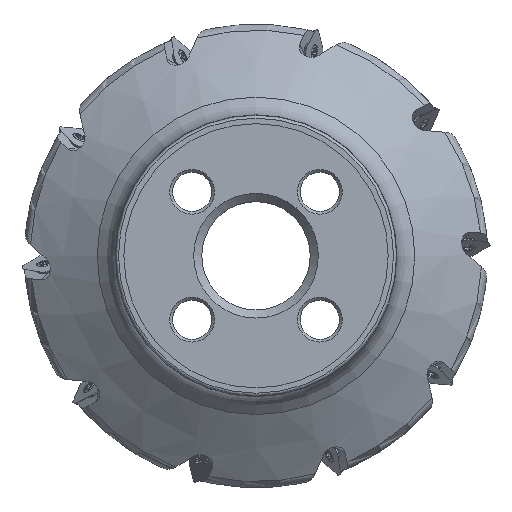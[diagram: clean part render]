
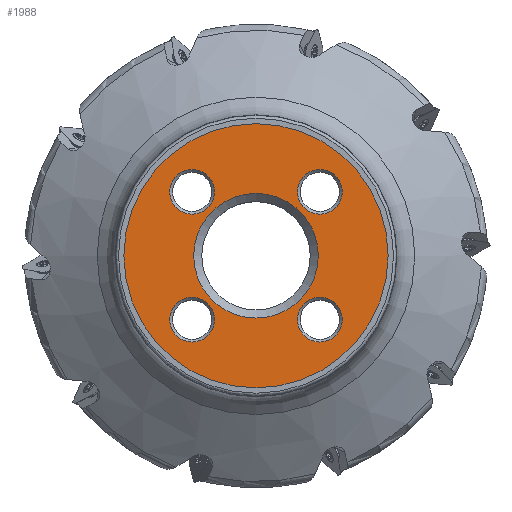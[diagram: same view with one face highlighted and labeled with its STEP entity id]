
A CAD part, top view. The second image highlights one B-rep face of the part: STEP entity #1988.
In plain terms, the highlighted planar face has unit normal (0, 0, 1).
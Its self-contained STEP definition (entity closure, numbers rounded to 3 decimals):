
#1988=ADVANCED_FACE('SU_1',(#3985,#3986,#3987,#3988,#3989,#3990),#2858,
 .F.);
#2858=PLANE('',#20222);
#3503=CIRCLE('',#20162,48.75);
#3509=CIRCLE('',#20174,8.25);
#3515=CIRCLE('',#20186,8.25);
#3521=CIRCLE('',#20198,8.25);
#3526=CIRCLE('',#20206,8.25);
#3530=CIRCLE('',#20215,23.006);
#3985=FACE_BOUND('',#4471,.T.);
#3986=FACE_BOUND('',#4472,.T.);
#3987=FACE_BOUND('',#4473,.T.);
#3988=FACE_BOUND('',#4474,.T.);
#3989=FACE_BOUND('',#4475,.T.);
#3990=FACE_BOUND('',#4476,.T.);
#4471=EDGE_LOOP('',(#9695));
#4472=EDGE_LOOP('',(#9696));
#4473=EDGE_LOOP('',(#9697));
#4474=EDGE_LOOP('',(#9698));
#4475=EDGE_LOOP('',(#9699));
#4476=EDGE_LOOP('',(#9700));
#9695=ORIENTED_EDGE('',*,*,#17068,.F.);
#9696=ORIENTED_EDGE('',*,*,#17062,.F.);
#9697=ORIENTED_EDGE('',*,*,#17050,.T.);
#9698=ORIENTED_EDGE('',*,*,#17077,.F.);
#9699=ORIENTED_EDGE('',*,*,#17056,.F.);
#9700=ORIENTED_EDGE('',*,*,#17073,.F.);
#14878=VERTEX_POINT('',#32819);
#14884=VERTEX_POINT('',#32837);
#14890=VERTEX_POINT('',#32855);
#14896=VERTEX_POINT('',#32873);
#14901=VERTEX_POINT('',#32886);
#14905=VERTEX_POINT('',#32899);
#17050=EDGE_CURVE('',#14878,#14878,#3503,.T.);
#17056=EDGE_CURVE('',#14884,#14884,#3509,.T.);
#17062=EDGE_CURVE('',#14890,#14890,#3515,.T.);
#17068=EDGE_CURVE('',#14896,#14896,#3521,.T.);
#17073=EDGE_CURVE('',#14901,#14901,#3526,.T.);
#17077=EDGE_CURVE('',#14905,#14905,#3530,.T.);
#20162=AXIS2_PLACEMENT_3D('',#32818,#22927,#22928);
#20174=AXIS2_PLACEMENT_3D('',#32836,#22951,#22952);
#20186=AXIS2_PLACEMENT_3D('',#32854,#22975,#22976);
#20198=AXIS2_PLACEMENT_3D('',#32872,#22999,#23000);
#20206=AXIS2_PLACEMENT_3D('',#32885,#23015,#23016);
#20215=AXIS2_PLACEMENT_3D('',#32898,#23033,#23034);
#20222=AXIS2_PLACEMENT_3D('',#32908,#23047,#23048);
#22927=DIRECTION('',(0.,0.,1.));
#22928=DIRECTION('',(1.,0.,0.));
#22951=DIRECTION('',(0.,0.,1.));
#22952=DIRECTION('',(-1.,0.,0.));
#22975=DIRECTION('',(0.,0.,1.));
#22976=DIRECTION('',(-1.,0.,0.));
#22999=DIRECTION('',(0.,0.,1.));
#23000=DIRECTION('',(-1.,0.,0.));
#23015=DIRECTION('',(0.,0.,1.));
#23016=DIRECTION('',(-1.,0.,0.));
#23033=DIRECTION('',(0.,0.,1.));
#23034=DIRECTION('',(1.,0.,0.));
#23047=DIRECTION('',(0.,0.,-1.));
#23048=DIRECTION('',(-1.,0.,0.));
#32818=CARTESIAN_POINT('',(0.,0.,0.));
#32819=CARTESIAN_POINT('',(48.75,0.,0.));
#32836=CARTESIAN_POINT('',(23.582,-23.582,0.));
#32837=CARTESIAN_POINT('',(15.332,-23.582,0.));
#32854=CARTESIAN_POINT('',(23.582,23.582,0.));
#32855=CARTESIAN_POINT('',(15.332,23.582,0.));
#32872=CARTESIAN_POINT('',(-23.582,23.582,0.));
#32873=CARTESIAN_POINT('',(-31.832,23.582,0.));
#32885=CARTESIAN_POINT('',(-23.582,-23.582,0.));
#32886=CARTESIAN_POINT('',(-31.832,-23.582,0.));
#32898=CARTESIAN_POINT('',(0.,0.,0.));
#32899=CARTESIAN_POINT('',(23.006,0.,0.));
#32908=CARTESIAN_POINT('',(-51.75,0.,0.));
